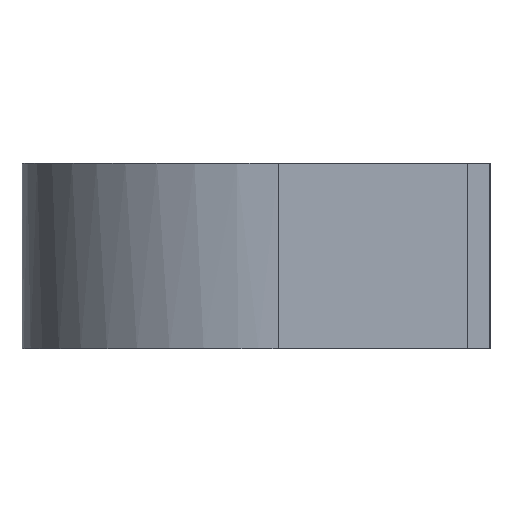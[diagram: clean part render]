
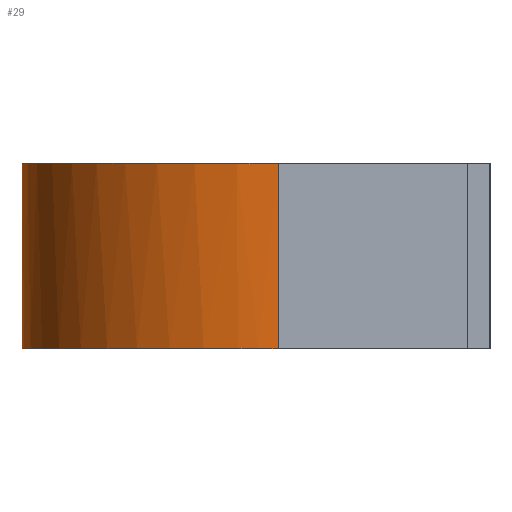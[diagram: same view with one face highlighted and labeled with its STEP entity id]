
A CAD part, left-side view. The second image highlights one B-rep face of the part: STEP entity #29.
In plain terms, the highlighted free-form (B-spline) face has degree [2, 1] with [9, 2] control points.
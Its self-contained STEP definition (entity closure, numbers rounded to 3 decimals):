
#29=ADVANCED_FACE('',(#47),#300,.T.);
#47=FACE_OUTER_BOUND('',#67,.T.);
#67=EDGE_LOOP('',(#145,#146,#147,#148));
#145=ORIENTED_EDGE('',*,*,#175,.T.);
#146=ORIENTED_EDGE('',*,*,#207,.T.);
#147=ORIENTED_EDGE('',*,*,#190,.T.);
#148=ORIENTED_EDGE('',*,*,#208,.T.);
#175=EDGE_CURVE('',#279,#280,#235,.T.);
#190=EDGE_CURVE('',#293,#294,#249,.T.);
#207=EDGE_CURVE('',#280,#293,#223,.T.);
#208=EDGE_CURVE('',#294,#279,#224,.T.);
#223=(
BOUNDED_CURVE()
B_SPLINE_CURVE(2,(#612,#613,#614,#615,#616),.UNSPECIFIED.,.F.,.F.)
B_SPLINE_CURVE_WITH_KNOTS((3,2,3),(-105.976,-52.988,
0.),.UNSPECIFIED.)
CURVE()
GEOMETRIC_REPRESENTATION_ITEM()
RATIONAL_B_SPLINE_CURVE((1.,0.719,1.,0.719,1.))
REPRESENTATION_ITEM('')
);
#224=(
BOUNDED_CURVE()
B_SPLINE_CURVE(2,(#617,#618,#619,#620,#621),.UNSPECIFIED.,.F.,.F.)
B_SPLINE_CURVE_WITH_KNOTS((3,2,3),(0.,52.988,105.976),
 .UNSPECIFIED.)
CURVE()
GEOMETRIC_REPRESENTATION_ITEM()
RATIONAL_B_SPLINE_CURVE((1.,0.719,1.,0.719,1.))
REPRESENTATION_ITEM('')
);
#235=B_SPLINE_CURVE_WITH_KNOTS('',1,(#536,#537),.UNSPECIFIED.,.F.,.F.,(2,
2),(0.,25.),.UNSPECIFIED.);
#249=B_SPLINE_CURVE_WITH_KNOTS('',1,(#569,#570),.UNSPECIFIED.,.F.,.F.,(2,
2),(-25.,0.),.UNSPECIFIED.);
#279=VERTEX_POINT('',#504);
#280=VERTEX_POINT('',#505);
#293=VERTEX_POINT('',#518);
#294=VERTEX_POINT('',#519);
#300=(
BOUNDED_SURFACE()
B_SPLINE_SURFACE(2,1,((#433,#434),(#435,#436),(#437,#438),(#439,#440),(#441,
#442),(#443,#444),(#445,#446),(#447,#448),(#449,#450)),.UNSPECIFIED.,.T.,
 .F.,.F.)
B_SPLINE_SURFACE_WITH_KNOTS((3,2,2,2,3),(2,2),(0.,54.192,108.385,
162.577,216.77),(0.,30.002),.UNSPECIFIED.)
GEOMETRIC_REPRESENTATION_ITEM()
RATIONAL_B_SPLINE_SURFACE(((1.,1.),(0.707,0.707),
(1.,1.),(0.707,0.707),(1.,1.),(0.707,
0.707),(1.,1.),(0.707,0.707),(1.,1.)))
REPRESENTATION_ITEM('')
SURFACE()
);
#433=CARTESIAN_POINT('',(35.85,1.35,-27.501));
#434=CARTESIAN_POINT('',(35.85,1.35,2.501));
#435=CARTESIAN_POINT('',(35.85,35.85,-27.501));
#436=CARTESIAN_POINT('',(35.85,35.85,2.501));
#437=CARTESIAN_POINT('',(1.35,35.85,-27.501));
#438=CARTESIAN_POINT('',(1.35,35.85,2.501));
#439=CARTESIAN_POINT('',(-33.15,35.85,-27.501));
#440=CARTESIAN_POINT('',(-33.15,35.85,2.501));
#441=CARTESIAN_POINT('',(-33.15,1.35,-27.501));
#442=CARTESIAN_POINT('',(-33.15,1.35,2.501));
#443=CARTESIAN_POINT('',(-33.15,-33.15,-27.501));
#444=CARTESIAN_POINT('',(-33.15,-33.15,2.501));
#445=CARTESIAN_POINT('',(1.35,-33.15,-27.501));
#446=CARTESIAN_POINT('',(1.35,-33.15,2.501));
#447=CARTESIAN_POINT('',(35.85,-33.15,-27.501));
#448=CARTESIAN_POINT('',(35.85,-33.15,2.501));
#449=CARTESIAN_POINT('',(35.85,1.35,-27.501));
#450=CARTESIAN_POINT('',(35.85,1.35,2.501));
#504=CARTESIAN_POINT('',(-33.15,1.35,-25.));
#505=CARTESIAN_POINT('',(-33.15,1.35,0.));
#518=CARTESIAN_POINT('',(35.766,3.757,0.));
#519=CARTESIAN_POINT('',(35.766,3.757,-25.));
#536=CARTESIAN_POINT('',(-33.15,1.35,-25.));
#537=CARTESIAN_POINT('',(-33.15,1.35,0.));
#569=CARTESIAN_POINT('',(35.766,3.757,0.));
#570=CARTESIAN_POINT('',(35.766,3.757,-25.));
#612=CARTESIAN_POINT('',(-33.15,1.35,0.));
#613=CARTESIAN_POINT('',(-33.15,34.666,0.));
#614=CARTESIAN_POINT('',(0.146,35.829,0.));
#615=CARTESIAN_POINT('',(33.442,36.992,0.));
#616=CARTESIAN_POINT('',(35.766,3.757,0.));
#617=CARTESIAN_POINT('',(35.766,3.757,-25.));
#618=CARTESIAN_POINT('',(33.442,36.992,-25.));
#619=CARTESIAN_POINT('',(0.146,35.829,-25.));
#620=CARTESIAN_POINT('',(-33.15,34.666,-25.));
#621=CARTESIAN_POINT('',(-33.15,1.35,-25.));
